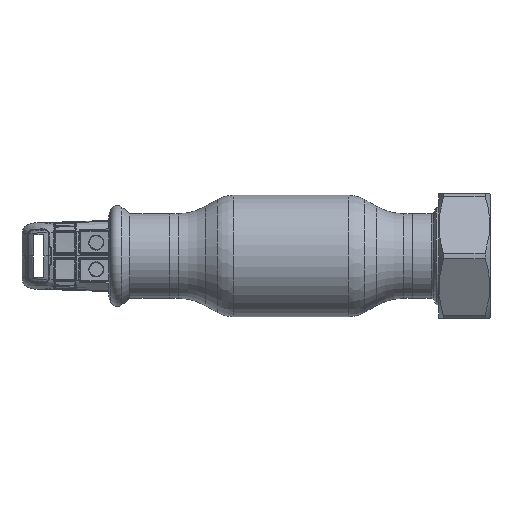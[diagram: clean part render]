
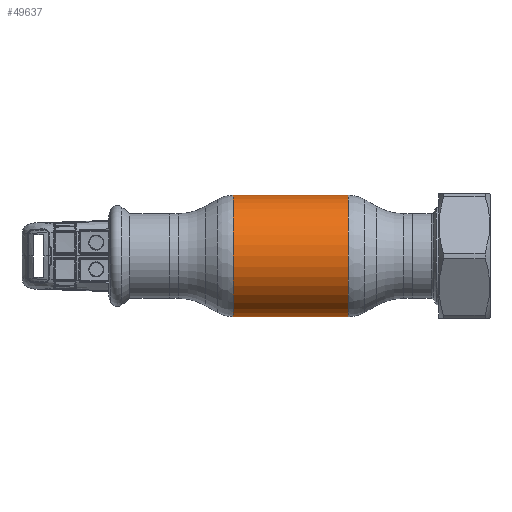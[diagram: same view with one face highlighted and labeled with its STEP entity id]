
A CAD part, front view. The second image highlights one B-rep face of the part: STEP entity #49637.
In plain terms, the highlighted cylindrical face has radius 22.5 mm (diameter 45 mm), a partial arc.
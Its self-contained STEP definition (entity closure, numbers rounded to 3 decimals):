
#47 = CARTESIAN_POINT ( 'NONE',  ( -21.285, 0., 22.5 ) ) ;
#106 = VECTOR ( 'NONE', #11920, 1000. ) ;
#4379 = DIRECTION ( 'NONE',  ( -1., 0., 0. ) ) ;
#6105 = CYLINDRICAL_SURFACE ( 'NONE', #16647, 22.5 ) ;
#7432 = CARTESIAN_POINT ( 'NONE',  ( 21.285, 0., 0. ) ) ;
#9996 = VERTEX_POINT ( 'NONE', #20775 ) ;
#10001 = EDGE_CURVE ( 'NONE', #9996, #61733, #55415, .T. ) ;
#11852 = EDGE_LOOP ( 'NONE', ( #14529, #13842, #16135, #19500 ) ) ;
#11920 = DIRECTION ( 'NONE',  ( -1., 0., 0. ) ) ;
#12408 = DIRECTION ( 'NONE',  ( -1., 0., 0. ) ) ;
#13842 = ORIENTED_EDGE ( 'NONE', *, *, #49104, .T. ) ;
#14529 = ORIENTED_EDGE ( 'NONE', *, *, #59281, .F. ) ;
#16135 = ORIENTED_EDGE ( 'NONE', *, *, #10001, .T. ) ;
#16647 = AXIS2_PLACEMENT_3D ( 'NONE', #42418, #47416, #48290 ) ;
#17254 = LINE ( 'NONE', #42432, #106 ) ;
#19308 = FACE_OUTER_BOUND ( 'NONE', #11852, .T. ) ;
#19500 = ORIENTED_EDGE ( 'NONE', *, *, #32165, .F. ) ;
#20775 = CARTESIAN_POINT ( 'NONE',  ( 21.285, 0., 22.5 ) ) ;
#22406 = DIRECTION ( 'NONE',  ( 0., 0., 1. ) ) ;
#29466 = VERTEX_POINT ( 'NONE', #45941 ) ;
#31056 = DIRECTION ( 'NONE',  ( -1., 0., 0. ) ) ;
#32165 = EDGE_CURVE ( 'NONE', #29466, #61733, #51574, .T. ) ;
#32771 = VECTOR ( 'NONE', #31056, 1000. ) ;
#38054 = CIRCLE ( 'NONE', #63723, 22.5 ) ;
#38591 = DIRECTION ( 'NONE',  ( 0., 0., 1. ) ) ;
#40210 = VERTEX_POINT ( 'NONE', #49383 ) ;
#40650 = CARTESIAN_POINT ( 'NONE',  ( -62.69, 0., 22.5 ) ) ;
#42418 = CARTESIAN_POINT ( 'NONE',  ( -62.69, 0., 0. ) ) ;
#42432 = CARTESIAN_POINT ( 'NONE',  ( -62.69, 0., -22.5 ) ) ;
#45941 = CARTESIAN_POINT ( 'NONE',  ( -21.285, 0., -22.5 ) ) ;
#47416 = DIRECTION ( 'NONE',  ( -1., 0., 0. ) ) ;
#48290 = DIRECTION ( 'NONE',  ( 0., 0., 1. ) ) ;
#48415 = CARTESIAN_POINT ( 'NONE',  ( -21.285, 0., 0. ) ) ;
#49104 = EDGE_CURVE ( 'NONE', #40210, #9996, #38054, .T. ) ;
#49383 = CARTESIAN_POINT ( 'NONE',  ( 21.285, 0., -22.5 ) ) ;
#49637 = ADVANCED_FACE ( 'NONE', ( #19308 ), #6105, .T. ) ;
#51574 = CIRCLE ( 'NONE', #53306, 22.5 ) ;
#53306 = AXIS2_PLACEMENT_3D ( 'NONE', #48415, #4379, #38591 ) ;
#55415 = LINE ( 'NONE', #40650, #32771 ) ;
#59281 = EDGE_CURVE ( 'NONE', #40210, #29466, #17254, .T. ) ;
#61733 = VERTEX_POINT ( 'NONE', #47 ) ;
#63723 = AXIS2_PLACEMENT_3D ( 'NONE', #7432, #12408, #22406 ) ;
